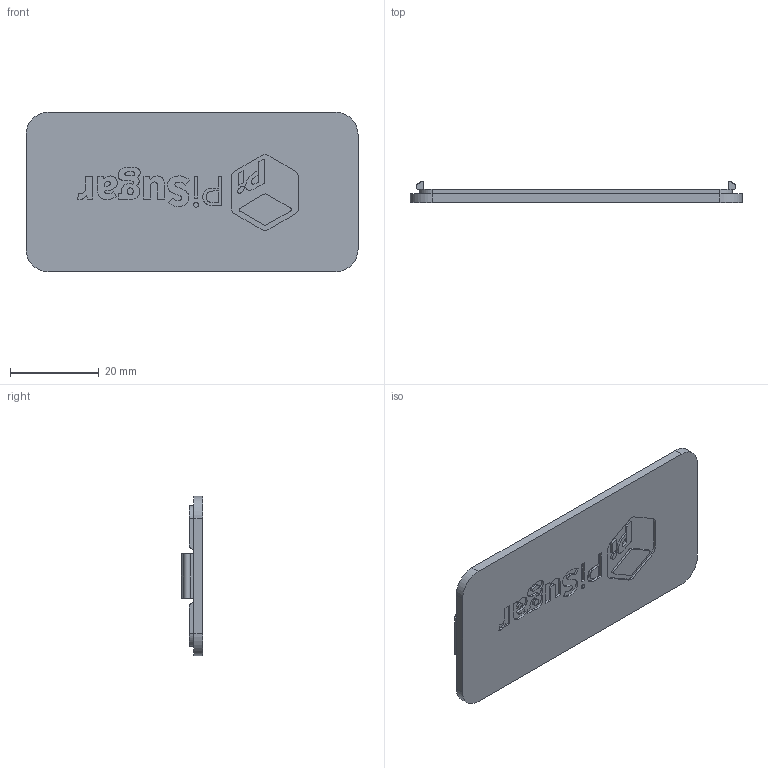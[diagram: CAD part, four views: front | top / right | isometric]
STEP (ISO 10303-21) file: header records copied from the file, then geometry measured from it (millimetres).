
FILE_DESCRIPTION (( 'STEP AP214' ), '1' );
FILE_NAME ('pisugar_case_common_cap.STEP', '2024-06-06T04:20:51', ( '' ), ( '' ), 'SwSTEP 2.0', 'SolidWorks 2024', '' );
FILE_SCHEMA (( 'AUTOMOTIVE_DESIGN' ));
Length unit declared in the file: millimetre
Products named in the file (1): pisugar_case_common_cap
Bounding box: 75 x 4.8 x 36 mm (x, y, z)
Volume: 5434.4 mm3; surface area: 6417 mm2
Topology: 1 solids, 1 shells, 226 faces, 609 edges, 406 vertices
Faces by surface type: plane 121, bspline 84, cylinder 21
Entity records: 7570 total; most frequent: CARTESIAN_POINT 2402, ORIENTED_EDGE 1218, DIRECTION 769, EDGE_CURVE 609, VERTEX_POINT 406, VECTOR 399, LINE 399, EDGE_LOOP 247
